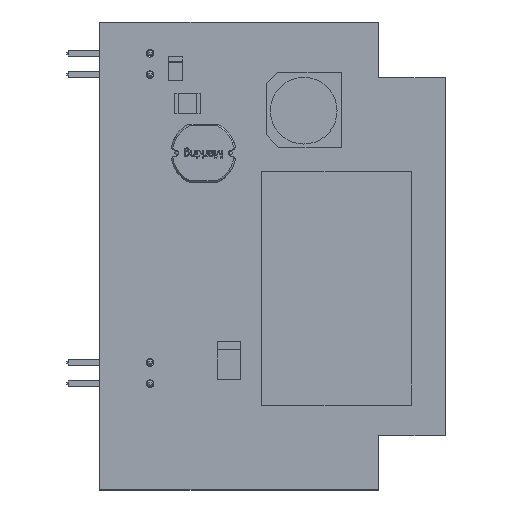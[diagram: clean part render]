
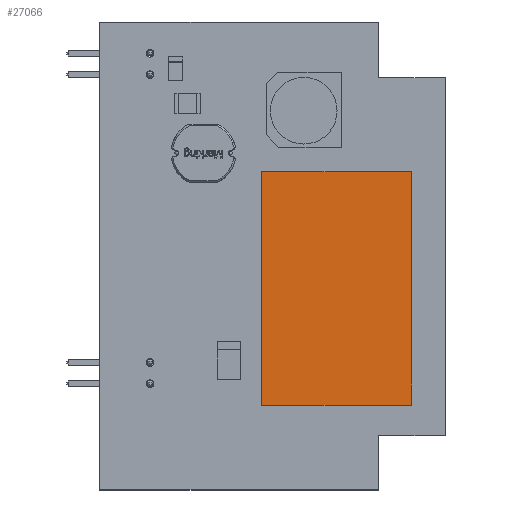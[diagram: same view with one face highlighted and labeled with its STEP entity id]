
A CAD part, top view. The second image highlights one B-rep face of the part: STEP entity #27066.
In plain terms, the highlighted planar face has unit normal (0, 0, 1).
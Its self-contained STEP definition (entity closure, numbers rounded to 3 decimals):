
#26752 = VERTEX_POINT('',#26753);
#26753 = CARTESIAN_POINT('',(9.,-14.,11.5));
#26760 = PLANE('',#26761);
#26761 = AXIS2_PLACEMENT_3D('',#26762,#26763,#26764);
#26762 = CARTESIAN_POINT('',(9.,-14.,0.));
#26763 = DIRECTION('',(-1.,0.,0.));
#26764 = DIRECTION('',(0.,1.,0.));
#26772 = PLANE('',#26773);
#26773 = AXIS2_PLACEMENT_3D('',#26774,#26775,#26776);
#26774 = CARTESIAN_POINT('',(-9.,-14.,0.));
#26775 = DIRECTION('',(0.,1.,0.));
#26776 = DIRECTION('',(1.,0.,0.));
#26784 = EDGE_CURVE('',#26752,#26785,#26787,.T.);
#26785 = VERTEX_POINT('',#26786);
#26786 = CARTESIAN_POINT('',(9.,14.,11.5));
#26787 = SURFACE_CURVE('',#26788,(#26792,#26799),.PCURVE_S1.);
#26788 = LINE('',#26789,#26790);
#26789 = CARTESIAN_POINT('',(9.,-14.,11.5));
#26790 = VECTOR('',#26791,1.);
#26791 = DIRECTION('',(0.,1.,0.));
#26792 = PCURVE('',#26760,#26793);
#26793 = DEFINITIONAL_REPRESENTATION('',(#26794),#26798);
#26794 = LINE('',#26795,#26796);
#26795 = CARTESIAN_POINT('',(0.,-11.5));
#26796 = VECTOR('',#26797,1.);
#26797 = DIRECTION('',(1.,0.));
#26798 = ( GEOMETRIC_REPRESENTATION_CONTEXT(2) 
PARAMETRIC_REPRESENTATION_CONTEXT() REPRESENTATION_CONTEXT('2D SPACE',''
  ) );
#26799 = PCURVE('',#26800,#26805);
#26800 = PLANE('',#26801);
#26801 = AXIS2_PLACEMENT_3D('',#26802,#26803,#26804);
#26802 = CARTESIAN_POINT('',(9.,-14.,11.5));
#26803 = DIRECTION('',(0.,0.,-1.));
#26804 = DIRECTION('',(-1.,0.,0.));
#26805 = DEFINITIONAL_REPRESENTATION('',(#26806),#26810);
#26806 = LINE('',#26807,#26808);
#26807 = CARTESIAN_POINT('',(0.,0.));
#26808 = VECTOR('',#26809,1.);
#26809 = DIRECTION('',(0.,1.));
#26810 = ( GEOMETRIC_REPRESENTATION_CONTEXT(2) 
PARAMETRIC_REPRESENTATION_CONTEXT() REPRESENTATION_CONTEXT('2D SPACE',''
  ) );
#26828 = PLANE('',#26829);
#26829 = AXIS2_PLACEMENT_3D('',#26830,#26831,#26832);
#26830 = CARTESIAN_POINT('',(9.,14.,0.));
#26831 = DIRECTION('',(0.,-1.,0.));
#26832 = DIRECTION('',(-1.,0.,0.));
#26870 = EDGE_CURVE('',#26785,#26871,#26873,.T.);
#26871 = VERTEX_POINT('',#26872);
#26872 = CARTESIAN_POINT('',(-9.,14.,11.5));
#26873 = SURFACE_CURVE('',#26874,(#26878,#26885),.PCURVE_S1.);
#26874 = LINE('',#26875,#26876);
#26875 = CARTESIAN_POINT('',(9.,14.,11.5));
#26876 = VECTOR('',#26877,1.);
#26877 = DIRECTION('',(-1.,0.,0.));
#26878 = PCURVE('',#26828,#26879);
#26879 = DEFINITIONAL_REPRESENTATION('',(#26880),#26884);
#26880 = LINE('',#26881,#26882);
#26881 = CARTESIAN_POINT('',(0.,-11.5));
#26882 = VECTOR('',#26883,1.);
#26883 = DIRECTION('',(1.,0.));
#26884 = ( GEOMETRIC_REPRESENTATION_CONTEXT(2) 
PARAMETRIC_REPRESENTATION_CONTEXT() REPRESENTATION_CONTEXT('2D SPACE',''
  ) );
#26885 = PCURVE('',#26800,#26886);
#26886 = DEFINITIONAL_REPRESENTATION('',(#26887),#26891);
#26887 = LINE('',#26888,#26889);
#26888 = CARTESIAN_POINT('',(0.,28.));
#26889 = VECTOR('',#26890,1.);
#26890 = DIRECTION('',(1.,0.));
#26891 = ( GEOMETRIC_REPRESENTATION_CONTEXT(2) 
PARAMETRIC_REPRESENTATION_CONTEXT() REPRESENTATION_CONTEXT('2D SPACE',''
  ) );
#26909 = PLANE('',#26910);
#26910 = AXIS2_PLACEMENT_3D('',#26911,#26912,#26913);
#26911 = CARTESIAN_POINT('',(-9.,14.,0.));
#26912 = DIRECTION('',(1.,0.,0.));
#26913 = DIRECTION('',(0.,-1.,0.));
#26946 = EDGE_CURVE('',#26871,#26947,#26949,.T.);
#26947 = VERTEX_POINT('',#26948);
#26948 = CARTESIAN_POINT('',(-9.,-14.,11.5));
#26949 = SURFACE_CURVE('',#26950,(#26954,#26961),.PCURVE_S1.);
#26950 = LINE('',#26951,#26952);
#26951 = CARTESIAN_POINT('',(-9.,14.,11.5));
#26952 = VECTOR('',#26953,1.);
#26953 = DIRECTION('',(0.,-1.,0.));
#26954 = PCURVE('',#26909,#26955);
#26955 = DEFINITIONAL_REPRESENTATION('',(#26956),#26960);
#26956 = LINE('',#26957,#26958);
#26957 = CARTESIAN_POINT('',(0.,-11.5));
#26958 = VECTOR('',#26959,1.);
#26959 = DIRECTION('',(1.,0.));
#26960 = ( GEOMETRIC_REPRESENTATION_CONTEXT(2) 
PARAMETRIC_REPRESENTATION_CONTEXT() REPRESENTATION_CONTEXT('2D SPACE',''
  ) );
#26961 = PCURVE('',#26800,#26962);
#26962 = DEFINITIONAL_REPRESENTATION('',(#26963),#26967);
#26963 = LINE('',#26964,#26965);
#26964 = CARTESIAN_POINT('',(18.,28.));
#26965 = VECTOR('',#26966,1.);
#26966 = DIRECTION('',(0.,-1.));
#26967 = ( GEOMETRIC_REPRESENTATION_CONTEXT(2) 
PARAMETRIC_REPRESENTATION_CONTEXT() REPRESENTATION_CONTEXT('2D SPACE',''
  ) );
#27017 = EDGE_CURVE('',#26947,#26752,#27018,.T.);
#27018 = SURFACE_CURVE('',#27019,(#27023,#27030),.PCURVE_S1.);
#27019 = LINE('',#27020,#27021);
#27020 = CARTESIAN_POINT('',(-9.,-14.,11.5));
#27021 = VECTOR('',#27022,1.);
#27022 = DIRECTION('',(1.,0.,0.));
#27023 = PCURVE('',#26772,#27024);
#27024 = DEFINITIONAL_REPRESENTATION('',(#27025),#27029);
#27025 = LINE('',#27026,#27027);
#27026 = CARTESIAN_POINT('',(0.,-11.5));
#27027 = VECTOR('',#27028,1.);
#27028 = DIRECTION('',(1.,0.));
#27029 = ( GEOMETRIC_REPRESENTATION_CONTEXT(2) 
PARAMETRIC_REPRESENTATION_CONTEXT() REPRESENTATION_CONTEXT('2D SPACE',''
  ) );
#27030 = PCURVE('',#26800,#27031);
#27031 = DEFINITIONAL_REPRESENTATION('',(#27032),#27036);
#27032 = LINE('',#27033,#27034);
#27033 = CARTESIAN_POINT('',(18.,0.));
#27034 = VECTOR('',#27035,1.);
#27035 = DIRECTION('',(-1.,0.));
#27036 = ( GEOMETRIC_REPRESENTATION_CONTEXT(2) 
PARAMETRIC_REPRESENTATION_CONTEXT() REPRESENTATION_CONTEXT('2D SPACE',''
  ) );
#27066 = ADVANCED_FACE('',(#27067),#26800,.F.);
#27067 = FACE_BOUND('',#27068,.T.);
#27068 = EDGE_LOOP('',(#27069,#27070,#27071,#27072));
#27069 = ORIENTED_EDGE('',*,*,#26784,.T.);
#27070 = ORIENTED_EDGE('',*,*,#26870,.T.);
#27071 = ORIENTED_EDGE('',*,*,#26946,.T.);
#27072 = ORIENTED_EDGE('',*,*,#27017,.T.);
